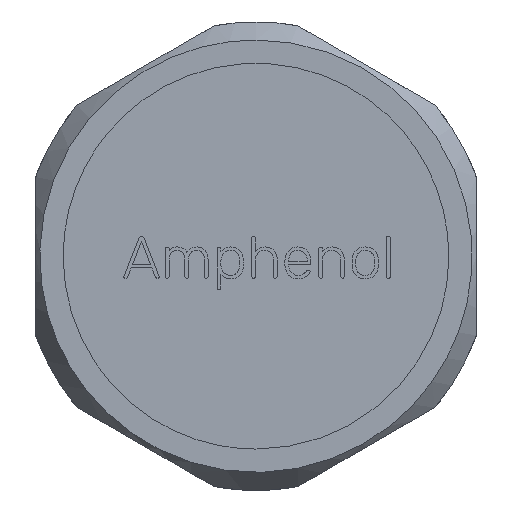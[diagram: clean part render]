
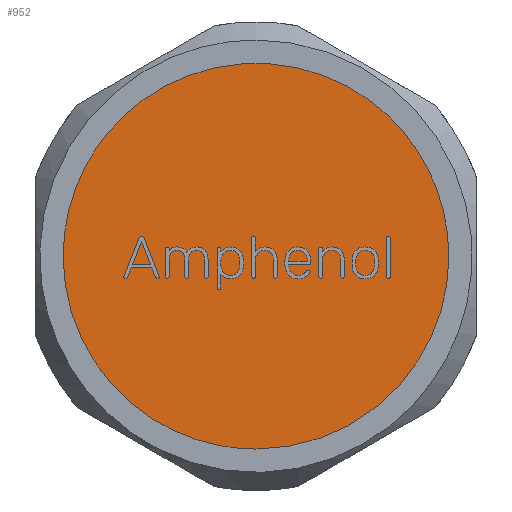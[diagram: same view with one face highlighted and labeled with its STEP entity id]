
A CAD part, left-side view. The second image highlights one B-rep face of the part: STEP entity #952.
In plain terms, the highlighted free-form (B-spline) face has degree [1, 1] with [2, 2] control points.
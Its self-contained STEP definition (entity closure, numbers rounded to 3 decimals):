
#185 = VERTEX_POINT('',#186);
#186 = CARTESIAN_POINT('',(-6.526,0.,
    -8.157));
#191 = EDGE_CURVE('',#185,#185,#192,.T.);
#192 = ( BOUNDED_CURVE() B_SPLINE_CURVE(2,(#193,#194,#195,#196,#197,#198
,#199),.UNSPECIFIED.,.T.,.F.) B_SPLINE_CURVE_WITH_KNOTS((1,2,2,2,2,1),(
    -2.094,0.,2.094,4.189,6.283,
8.378),.UNSPECIFIED.) CURVE() GEOMETRIC_REPRESENTATION_ITEM() 
RATIONAL_B_SPLINE_CURVE((1.,0.5,1.,0.5,1.,0.5,1.)) REPRESENTATION_ITEM(
  '') );
#193 = CARTESIAN_POINT('',(-6.526,0.,
    -8.157));
#194 = CARTESIAN_POINT('',(-6.526,-14.128,
    -8.157));
#195 = CARTESIAN_POINT('',(-6.526,-7.064,
    4.078));
#196 = CARTESIAN_POINT('',(-6.526,0.,
    16.314));
#197 = CARTESIAN_POINT('',(-6.526,7.064,4.078
    ));
#198 = CARTESIAN_POINT('',(-6.526,14.128,
    -8.157));
#199 = CARTESIAN_POINT('',(-6.526,0.,
    -8.157));
#952 = ADVANCED_FACE('',(#953),#956,.F.);
#953 = FACE_BOUND('',#954,.T.);
#954 = EDGE_LOOP('',(#955));
#955 = ORIENTED_EDGE('',*,*,#191,.T.);
#956 = B_SPLINE_SURFACE_WITH_KNOTS('',1,1,(
    (#957,#958)
    ,(#959,#960
    )),.UNSPECIFIED.,.F.,.F.,.F.,(2,2),(2,2),(-7.,7.),(-7.,7.),
  .PIECEWISE_BEZIER_KNOTS.);
#957 = CARTESIAN_POINT('',(-6.526,8.157,
    -8.157));
#958 = CARTESIAN_POINT('',(-6.526,-8.157,
    -8.157));
#959 = CARTESIAN_POINT('',(-6.526,8.157,8.157
    ));
#960 = CARTESIAN_POINT('',(-6.526,-8.157,
    8.157));
